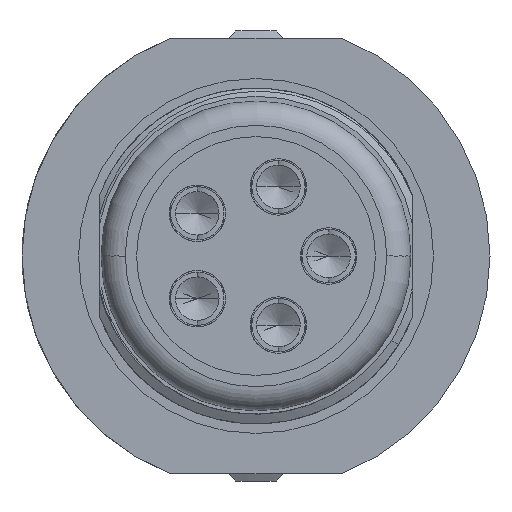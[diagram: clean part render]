
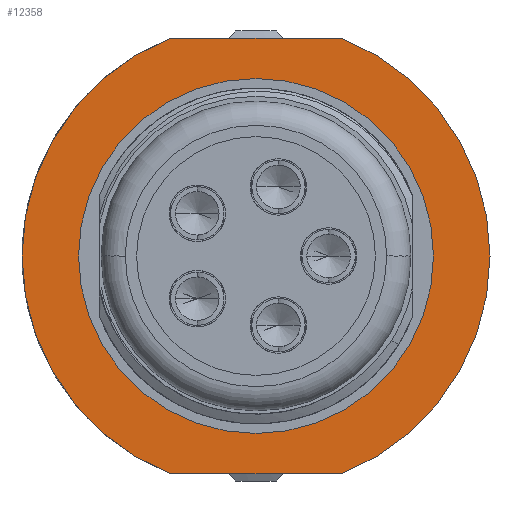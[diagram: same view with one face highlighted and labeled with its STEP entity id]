
A CAD part, left-side view. The second image highlights one B-rep face of the part: STEP entity #12358.
In plain terms, the highlighted planar face has unit normal (-1, 0, 0).
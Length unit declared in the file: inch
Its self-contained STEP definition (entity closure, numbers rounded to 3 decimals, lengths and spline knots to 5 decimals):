
#2351=CARTESIAN_POINT('',(0.38189,0.57087,
-0.55118));
#2352=DIRECTION('',(1.,0.,0.));
#2353=DIRECTION('',(0.,0.365,-0.931));
#2354=AXIS2_PLACEMENT_3D('',#2351,#2352,#2353);
#2356=CARTESIAN_POINT('',(0.38189,0.57087,
-0.55118));
#2357=DIRECTION('',(1.,0.,0.));
#2358=DIRECTION('',(0.,1.,0.));
#2359=AXIS2_PLACEMENT_3D('',#2356,#2357,#2358);
#2361=CARTESIAN_POINT('',(0.38189,0.57087,
-0.55118));
#2362=DIRECTION('',(1.,0.,0.));
#2363=DIRECTION('',(0.,-0.365,0.931));
#2364=AXIS2_PLACEMENT_3D('',#2361,#2362,#2363);
#2366=CARTESIAN_POINT('',(0.38189,0.57087,
-0.55118));
#2367=DIRECTION('',(1.,0.,0.));
#2368=DIRECTION('',(0.,-1.,0.));
#2369=AXIS2_PLACEMENT_3D('',#2366,#2367,#2368);
#2371=CARTESIAN_POINT('',(0.38189,0.57087,
-0.55118));
#2372=DIRECTION('',(-1.,0.,0.));
#2373=DIRECTION('',(0.,-1.,0.));
#2374=AXIS2_PLACEMENT_3D('',#2371,#2372,#2373);
#2376=CARTESIAN_POINT('',(0.38189,0.57087,
-0.55118));
#2377=DIRECTION('',(-1.,0.,0.));
#2378=DIRECTION('',(0.,1.,0.));
#2379=AXIS2_PLACEMENT_3D('',#2376,#2377,#2378);
#2381=DIRECTION('',(0.,-1.,0.));
#2382=VECTOR('',#2381,0.41665);
#2383=CARTESIAN_POINT('',(0.38189,0.77919,
-1.08268));
#2384=LINE('',#2383,#2382);
#2428=DIRECTION('',(0.,1.,0.));
#2429=VECTOR('',#2428,0.41665);
#2430=CARTESIAN_POINT('',(0.38189,0.36254,
-0.01969));
#2431=LINE('',#2430,#2429);
#8196=CARTESIAN_POINT('',(0.38189,0.77919,
-1.08268));
#8197=CARTESIAN_POINT('',(0.38189,1.14173,
-0.55118));
#8198=VERTEX_POINT('',#8196);
#8199=VERTEX_POINT('',#8197);
#8200=CARTESIAN_POINT('',(0.38189,0.77919,
-0.01969));
#8201=VERTEX_POINT('',#8200);
#8202=CARTESIAN_POINT('',(0.38189,0.36254,
-0.01969));
#8203=CARTESIAN_POINT('',(0.38189,0.,-0.55118));
#8204=VERTEX_POINT('',#8202);
#8205=VERTEX_POINT('',#8203);
#8206=CARTESIAN_POINT('',(0.38189,0.36254,
-1.08268));
#8207=VERTEX_POINT('',#8206);
#8208=CARTESIAN_POINT('',(0.38189,0.1378,
-0.55118));
#8209=CARTESIAN_POINT('',(0.38189,1.00394,
-0.55118));
#8210=VERTEX_POINT('',#8208);
#8211=VERTEX_POINT('',#8209);
#12334=CARTESIAN_POINT('',(0.38189,0.57087,
-0.55118));
#12335=DIRECTION('',(1.,0.,0.));
#12336=DIRECTION('',(0.,-1.,0.));
#12337=AXIS2_PLACEMENT_3D('',#12334,#12335,#12336);
#12338=PLANE('',#12337);
#12340=ORIENTED_EDGE('',*,*,#12339,.F.);
#12342=ORIENTED_EDGE('',*,*,#12341,.T.);
#12344=ORIENTED_EDGE('',*,*,#12343,.T.);
#12346=ORIENTED_EDGE('',*,*,#12345,.F.);
#12348=ORIENTED_EDGE('',*,*,#12347,.T.);
#12350=ORIENTED_EDGE('',*,*,#12349,.T.);
#12351=EDGE_LOOP('',(#12340,#12342,#12344,#12346,#12348,#12350));
#12352=FACE_OUTER_BOUND('',#12351,.F.);
#12354=ORIENTED_EDGE('',*,*,#12353,.T.);
#12355=ORIENTED_EDGE('',*,*,#12324,.T.);
#12356=EDGE_LOOP('',(#12354,#12355));
#12357=FACE_BOUND('',#12356,.F.);
#12358=ADVANCED_FACE('',(#12352,#12357),#12338,.F.);
#2355=CIRCLE('',#2354,0.57087);
#2360=CIRCLE('',#2359,0.57087);
#2365=CIRCLE('',#2364,0.57087);
#2370=CIRCLE('',#2369,0.57087);
#2375=CIRCLE('',#2374,0.43307);
#2380=CIRCLE('',#2379,0.43307);
#12324=EDGE_CURVE('',#8211,#8210,#2380,.T.);
#12339=EDGE_CURVE('',#8198,#8207,#2384,.T.);
#12341=EDGE_CURVE('',#8198,#8199,#2355,.T.);
#12343=EDGE_CURVE('',#8199,#8201,#2360,.T.);
#12345=EDGE_CURVE('',#8204,#8201,#2431,.T.);
#12347=EDGE_CURVE('',#8204,#8205,#2365,.T.);
#12349=EDGE_CURVE('',#8205,#8207,#2370,.T.);
#12353=EDGE_CURVE('',#8210,#8211,#2375,.T.);
